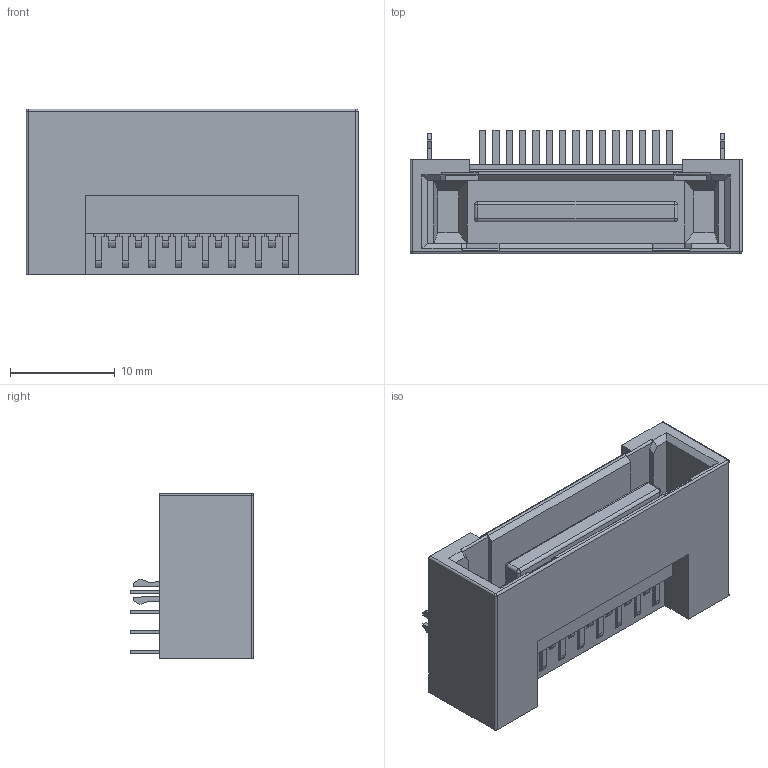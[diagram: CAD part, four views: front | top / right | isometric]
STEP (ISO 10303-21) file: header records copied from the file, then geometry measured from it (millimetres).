
FILE_DESCRIPTION (( 'STEP AP203' ), '1' );
FILE_NAME ('K3D-TX25-30P-LT-H1E-R1 JAE Connector Division Proprietary.step', '2010-03-17T00:10:37', ( '' ), ( '' ), 'SwSTEP 2.0', 'SolidWorks 2008', '' );
FILE_SCHEMA (( 'CONFIG_CONTROL_DESIGN' ));
Length unit declared in the file: millimetre
Products named in the file (1): K3D-TX25-30P-LT-H1E-R1 JAE Connector Division Proprietary
Bounding box: 31.65 x 11.8 x 15.8 mm (x, y, z)
Volume: 2430.7 mm3; surface area: 2995.6 mm2
Topology: 1 solids, 1 shells, 448 faces, 1200 edges, 786 vertices
Faces by surface type: plane 409, cylinder 33, sphere 6
Entity records: 13737 total; most frequent: CARTESIAN_POINT 2441, ORIENTED_EDGE 2388, DIRECTION 2150, EDGE_CURVE 1194, LINE 1128, VECTOR 1128, VERTEX_POINT 786, AXIS2_PLACEMENT_3D 511
